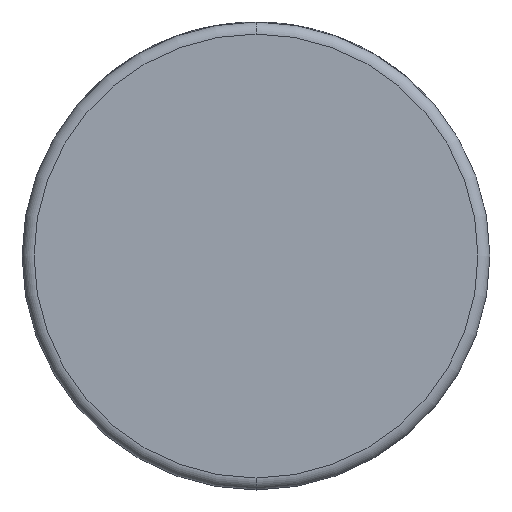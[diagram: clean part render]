
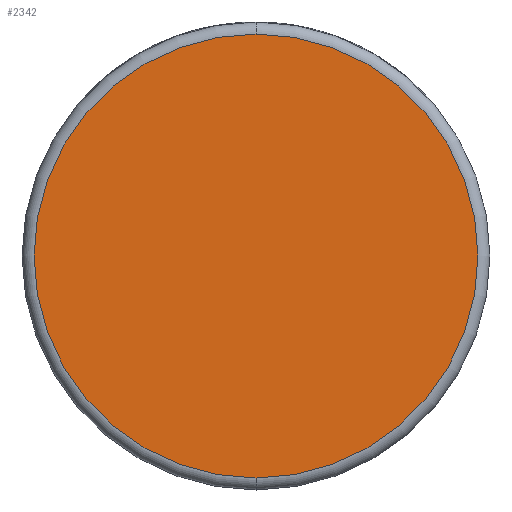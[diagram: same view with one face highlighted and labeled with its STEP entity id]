
A CAD part, front view. The second image highlights one B-rep face of the part: STEP entity #2342.
In plain terms, the highlighted planar face has unit normal (0, -1, 0).
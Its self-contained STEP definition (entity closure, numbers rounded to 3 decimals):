
#69 = CIRCLE ( 'NONE', #2366, 37. ) ;
#256 = ORIENTED_EDGE ( 'NONE', *, *, #3594, .T. ) ;
#701 = DIRECTION ( 'NONE',  ( 0., 0., 1. ) ) ;
#1259 = DIRECTION ( 'NONE',  ( 0., 0., 1. ) ) ;
#1318 = ORIENTED_EDGE ( 'NONE', *, *, #2139, .T. ) ;
#1343 = PLANE ( 'NONE',  #2168 ) ;
#1400 = CARTESIAN_POINT ( 'NONE',  ( 0., 0., 37. ) ) ;
#1592 = DIRECTION ( 'NONE',  ( 0., 0., 1. ) ) ;
#2139 = EDGE_CURVE ( 'NONE', #3261, #4114, #69, .T. ) ;
#2168 = AXIS2_PLACEMENT_3D ( 'NONE', #3314, #3976, #701 ) ;
#2342 = ADVANCED_FACE ( 'NONE', ( #3065 ), #1343, .F. ) ;
#2366 = AXIS2_PLACEMENT_3D ( 'NONE', #2515, #4160, #1592 ) ;
#2515 = CARTESIAN_POINT ( 'NONE',  ( 0., 0., 0. ) ) ;
#2538 = CARTESIAN_POINT ( 'NONE',  ( 0., 0., 0. ) ) ;
#2552 = CIRCLE ( 'NONE', #2693, 37. ) ;
#2693 = AXIS2_PLACEMENT_3D ( 'NONE', #2538, #3196, #1259 ) ;
#2756 = CARTESIAN_POINT ( 'NONE',  ( 0., 0., -37. ) ) ;
#2974 = EDGE_LOOP ( 'NONE', ( #1318, #256 ) ) ;
#3065 = FACE_OUTER_BOUND ( 'NONE', #2974, .T. ) ;
#3196 = DIRECTION ( 'NONE',  ( 0., -1., 0. ) ) ;
#3261 = VERTEX_POINT ( 'NONE', #1400 ) ;
#3314 = CARTESIAN_POINT ( 'NONE',  ( 0., 0., 0. ) ) ;
#3594 = EDGE_CURVE ( 'NONE', #4114, #3261, #2552, .T. ) ;
#3976 = DIRECTION ( 'NONE',  ( 0., 1., 0. ) ) ;
#4114 = VERTEX_POINT ( 'NONE', #2756 ) ;
#4160 = DIRECTION ( 'NONE',  ( 0., -1., 0. ) ) ;
